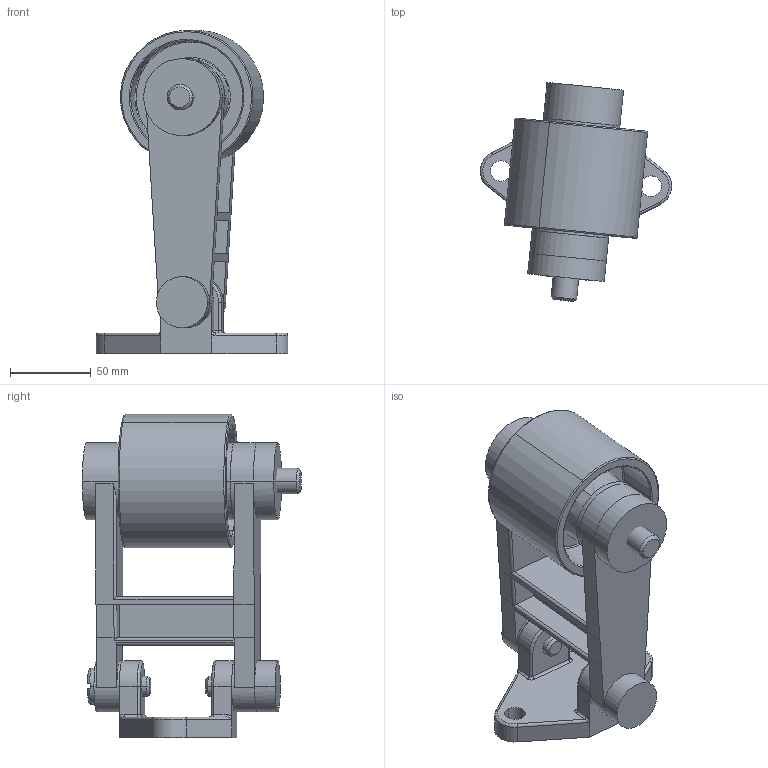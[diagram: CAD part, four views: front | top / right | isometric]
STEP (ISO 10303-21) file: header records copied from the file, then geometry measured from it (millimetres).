
FILE_DESCRIPTION(('CATIA V5 STEP Exchange'),'2;1');
FILE_NAME('TensionerPulley.stp','2026-01-26T15:36:59+00:00',('none'),('none'),'CATIA Version 5 Release 21 GA (IN-10)','CATIA V5 STEP AP203','none');
FILE_SCHEMA(('CONFIG_CONTROL_DESIGN'));
Length unit declared in the file: millimetre
Products named in the file (1): Product1
Assembly tree (10 placements, depth 2):
  Product1
    #58
    #2075
    #2381
    #4288  x2
    #4823
    #5908
    #6839  x2
    #7008
Bounding box: 118.44 x 135.6 x 200.01 mm (x, y, z)
Volume: 595848.2 mm3; surface area: 161123.4 mm2
Topology: 10 solids, 10 shells, 251 faces, 604 edges, 394 vertices
Faces by surface type: cylinder 103, plane 97, torus 34, cone 10, bspline 6, extrusion 1
Entity records: 7116 total; most frequent: CARTESIAN_POINT 1929, ORIENTED_EDGE 1068, DIRECTION 856, EDGE_CURVE 534, AXIS2_PLACEMENT_3D 426, VERTEX_POINT 337, EDGE_LOOP 263, VECTOR 256
